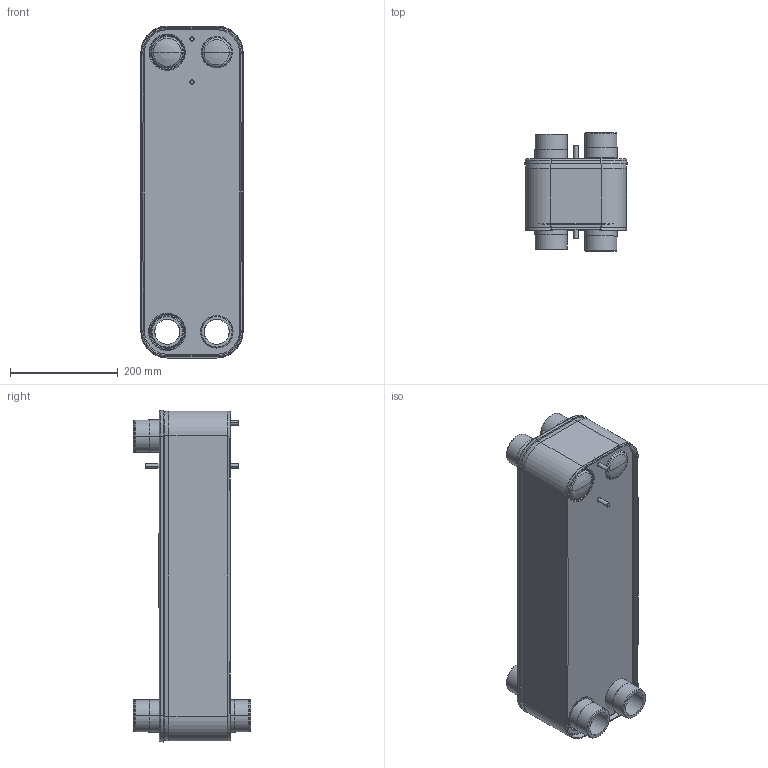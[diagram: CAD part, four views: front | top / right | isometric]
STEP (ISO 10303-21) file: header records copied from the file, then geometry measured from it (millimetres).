
FILE_DESCRIPTION((''),'2;1');
FILE_NAME('CB110_46M_3287133142_ASM','2022-03-22T22:51:30',('CNSHIPU'),(''),'CREO PARAMETRIC BY PTC INC, 2020281','CREO PARAMETRIC BY PTC INC, 2020281','');
FILE_SCHEMA(('CONFIG_CONTROL_DESIGN'));
Length unit declared in the file: millimetre
Products named in the file (7): CB110_46_CH_BLOCK; CB110_FP_S1S2S3S4_51; CB110_PP_T1T4_51; LABEL_STD; 1625782-01; SB_M8_25; CB110_46M_3287133142_ASM
Assembly tree (14 placements, depth 2):
  CB110_46M_3287133142_ASM
    CB110_46_CH_BLOCK
    CB110_FP_S1S2S3S4_51
    CB110_PP_T1T4_51
    LABEL_STD
    1625782-01  x6
    SB_M8_25  x4
Bounding box: 190.04 x 218.5 x 616.25 mm (x, y, z)
Volume: 12800487.5 mm3; surface area: 1170658.1 mm2
Topology: 22 solids, 35 shells, 709 faces, 1655 edges, 1026 vertices
Faces by surface type: plane 283, cylinder 170, cone 122, torus 110, bspline 16, sphere 8
Entity records: 15938 total; most frequent: CARTESIAN_POINT 3293, DIRECTION 2697, ORIENTED_EDGE 2506, EDGE_CURVE 1257, AXIS2_PLACEMENT_3D 984, VERTEX_POINT 788, VECTOR 729, LINE 729
